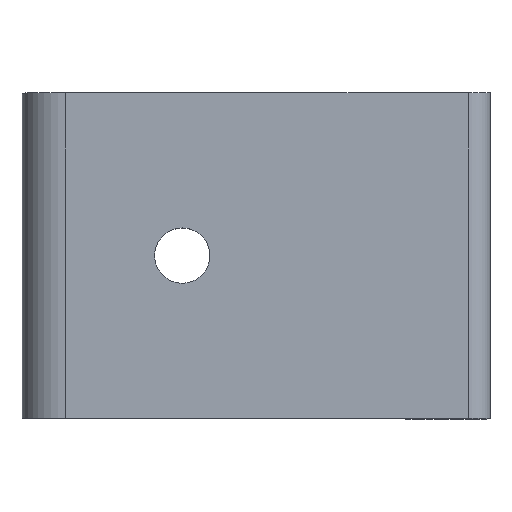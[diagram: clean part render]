
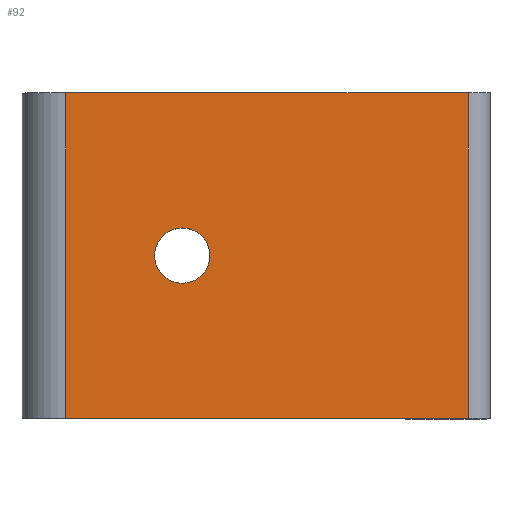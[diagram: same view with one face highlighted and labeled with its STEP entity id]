
A CAD part, top view. The second image highlights one B-rep face of the part: STEP entity #92.
In plain terms, the highlighted planar face has unit normal (0, 0, 1).
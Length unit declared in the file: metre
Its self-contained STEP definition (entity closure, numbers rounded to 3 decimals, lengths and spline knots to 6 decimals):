
#92 = ADVANCED_FACE( '', ( #193, #194 ), #195, .F. );
#193 = FACE_BOUND( '', #320, .T. );
#194 = FACE_OUTER_BOUND( '', #321, .T. );
#195 = PLANE( '', #322 );
#320 = EDGE_LOOP( '', ( #559 ) );
#321 = EDGE_LOOP( '', ( #560, #561, #562, #563 ) );
#322 = AXIS2_PLACEMENT_3D( '', #564, #565, #566 );
#559 = ORIENTED_EDGE( '', *, *, #761, .F. );
#560 = ORIENTED_EDGE( '', *, *, #753, .F. );
#561 = ORIENTED_EDGE( '', *, *, #762, .T. );
#562 = ORIENTED_EDGE( '', *, *, #687, .T. );
#563 = ORIENTED_EDGE( '', *, *, #763, .T. );
#564 = CARTESIAN_POINT( '', ( 0.0425, -0.009398, 0.06 ) );
#565 = DIRECTION( '', ( 0., 0., -1. ) );
#566 = DIRECTION( '', ( -1., 0., 0. ) );
#687 = EDGE_CURVE( '', #815, #813, #816, .T. );
#753 = EDGE_CURVE( '', #914, #916, #917, .T. );
#761 = EDGE_CURVE( '', #925, #925, #926, .T. );
#762 = EDGE_CURVE( '', #914, #815, #927, .T. );
#763 = EDGE_CURVE( '', #813, #916, #928, .T. );
#813 = VERTEX_POINT( '', #1024 );
#815 = VERTEX_POINT( '', #1026 );
#816 = LINE( '', #1027, #1028 );
#914 = VERTEX_POINT( '', #1272 );
#916 = VERTEX_POINT( '', #1274 );
#917 = LINE( '', #1275, #1276 );
#925 = VERTEX_POINT( '', #1286 );
#926 = CIRCLE( '', #1287, 0.0016 );
#927 = LINE( '', #1288, #1289 );
#928 = LINE( '', #1290, #1291 );
#1024 = CARTESIAN_POINT( '', ( 0.035496, 0.009398, 0.06 ) );
#1026 = CARTESIAN_POINT( '', ( 0.05873, 0.009398, 0.06 ) );
#1027 = CARTESIAN_POINT( '', ( 0.0425, 0.009398, 0.06 ) );
#1028 = VECTOR( '', #1349, 1. );
#1272 = CARTESIAN_POINT( '', ( 0.05873, -0.009398, 0.06 ) );
#1274 = CARTESIAN_POINT( '', ( 0.035496, -0.009398, 0.06 ) );
#1275 = CARTESIAN_POINT( '', ( 0.0425, -0.009398, 0.06 ) );
#1276 = VECTOR( '', #1438, 1. );
#1286 = CARTESIAN_POINT( '', ( 0.04382, 0., 0.06 ) );
#1287 = AXIS2_PLACEMENT_3D( '', #1447, #1448, #1449 );
#1288 = CARTESIAN_POINT( '', ( 0.05873, 0.009398, 0.06 ) );
#1289 = VECTOR( '', #1450, 1. );
#1290 = CARTESIAN_POINT( '', ( 0.035496, -0.009398, 0.06 ) );
#1291 = VECTOR( '', #1451, 1. );
#1349 = DIRECTION( '', ( -1., 0., 0. ) );
#1438 = DIRECTION( '', ( -1., 0., 0. ) );
#1447 = CARTESIAN_POINT( '', ( 0.04222, 0., 0.06 ) );
#1448 = DIRECTION( '', ( 0., 0., 1. ) );
#1449 = DIRECTION( '', ( 1., 0., 0. ) );
#1450 = DIRECTION( '', ( 0., 1., 0. ) );
#1451 = DIRECTION( '', ( 0., -1., 0. ) );
